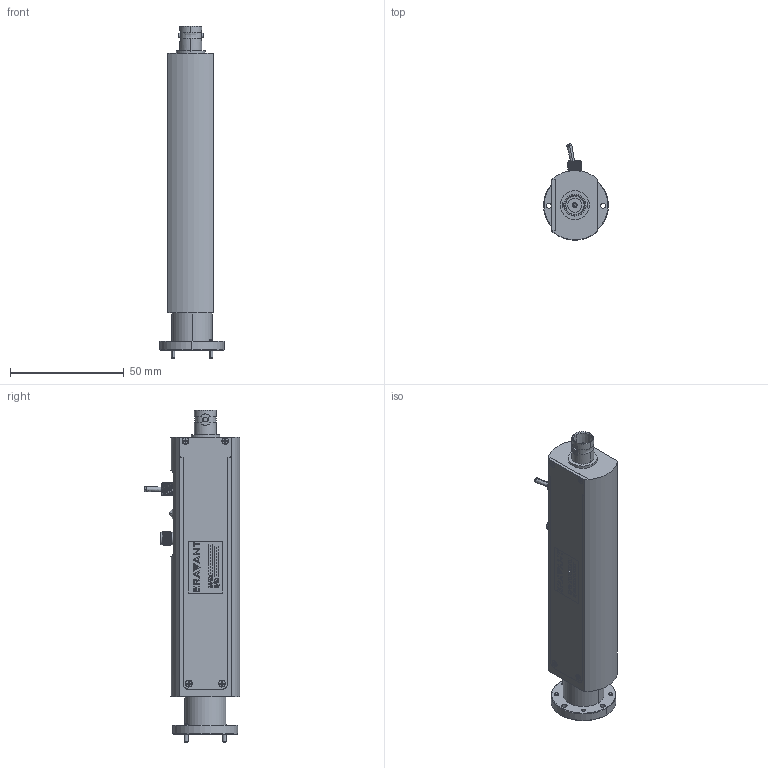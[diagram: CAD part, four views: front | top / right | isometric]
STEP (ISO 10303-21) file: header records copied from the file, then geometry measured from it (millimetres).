
FILE_DESCRIPTION (( 'STEP AP203' ), '1' );
FILE_NAME ('STZ-19-0T2.STEP', '2024-05-23T16:57:31', ( '' ), ( '' ), 'SwSTEP 2.0', 'SolidWorks 2021', '' );
FILE_SCHEMA (( 'CONFIG_CONTROL_DESIGN' ));
Length unit declared in the file: inch
Products named in the file (1): STZ-19-0T2
Bounding box: 28.57 x 42.2 x 146.16 mm (x, y, z)
Surface area: 27971.1 mm2 (no closed solid volume)
Topology: 0 solids, 38 shells, 2265 faces, 6115 edges, 3958 vertices
Faces by surface type: cylinder 767, plane 727, bspline 537, cone 230, torus 2, sphere 2
Entity records: 105087 total; most frequent: CARTESIAN_POINT 55327, ORIENTED_EDGE 12078, DIRECTION 7893, EDGE_CURVE 6057, VERTEX_POINT 3957, LINE 2693, VECTOR 2693, AXIS2_PLACEMENT_3D 2600
